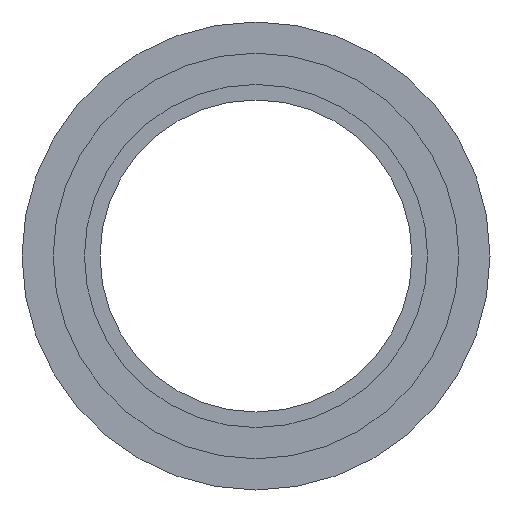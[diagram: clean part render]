
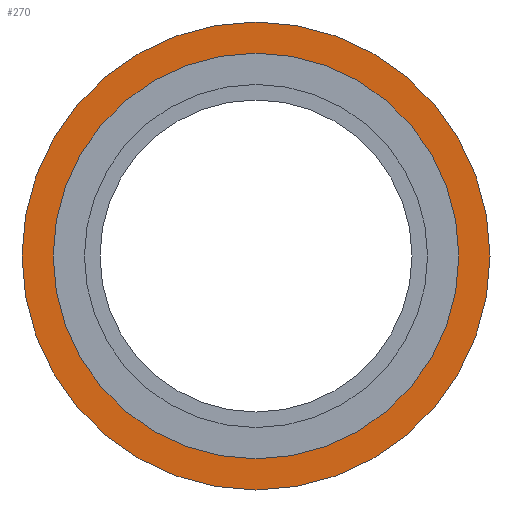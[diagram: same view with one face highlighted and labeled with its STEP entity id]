
A CAD part, front view. The second image highlights one B-rep face of the part: STEP entity #270.
In plain terms, the highlighted planar face has unit normal (0, -1, 0).
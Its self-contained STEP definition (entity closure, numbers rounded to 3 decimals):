
#1=CARTESIAN_POINT('',(0.,0.,0.));
#2=DIRECTION('',(0.,-1.,0.));
#3=DIRECTION('',(-1.,0.,0.));
#4=AXIS2_PLACEMENT_3D('',#1,#2,#3);
#6=CARTESIAN_POINT('',(0.,0.,0.));
#7=DIRECTION('',(0.,-1.,0.));
#8=DIRECTION('',(1.,0.,0.));
#9=AXIS2_PLACEMENT_3D('',#6,#7,#8);
#31=CARTESIAN_POINT('',(0.,0.,0.));
#32=DIRECTION('',(0.,-1.,0.));
#33=DIRECTION('',(-1.,0.,0.));
#34=AXIS2_PLACEMENT_3D('',#31,#32,#33);
#36=CARTESIAN_POINT('',(0.,0.,0.));
#37=DIRECTION('',(0.,-1.,0.));
#38=DIRECTION('',(1.,0.,0.));
#39=AXIS2_PLACEMENT_3D('',#36,#37,#38);
#209=CARTESIAN_POINT('',(-22.5,0.,0.));
#210=CARTESIAN_POINT('',(22.5,0.,0.));
#211=VERTEX_POINT('',#209);
#212=VERTEX_POINT('',#210);
#249=CARTESIAN_POINT('',(-19.5,0.,0.));
#250=CARTESIAN_POINT('',(19.5,0.,0.));
#251=VERTEX_POINT('',#249);
#252=VERTEX_POINT('',#250);
#253=CARTESIAN_POINT('',(0.,0.,0.));
#254=DIRECTION('',(0.,1.,0.));
#255=DIRECTION('',(1.,0.,0.));
#256=AXIS2_PLACEMENT_3D('',#253,#254,#255);
#257=PLANE('',#256);
#259=ORIENTED_EDGE('',*,*,#258,.F.);
#261=ORIENTED_EDGE('',*,*,#260,.F.);
#262=EDGE_LOOP('',(#259,#261));
#263=FACE_OUTER_BOUND('',#262,.F.);
#265=ORIENTED_EDGE('',*,*,#264,.T.);
#267=ORIENTED_EDGE('',*,*,#266,.T.);
#268=EDGE_LOOP('',(#265,#267));
#269=FACE_BOUND('',#268,.F.);
#270=ADVANCED_FACE('',(#263,#269),#257,.F.);
#5=CIRCLE('',#4,22.5);
#10=CIRCLE('',#9,22.5);
#35=CIRCLE('',#34,19.5);
#40=CIRCLE('',#39,19.5);
#258=EDGE_CURVE('',#211,#212,#5,.T.);
#260=EDGE_CURVE('',#212,#211,#10,.T.);
#264=EDGE_CURVE('',#251,#252,#35,.T.);
#266=EDGE_CURVE('',#252,#251,#40,.T.);
